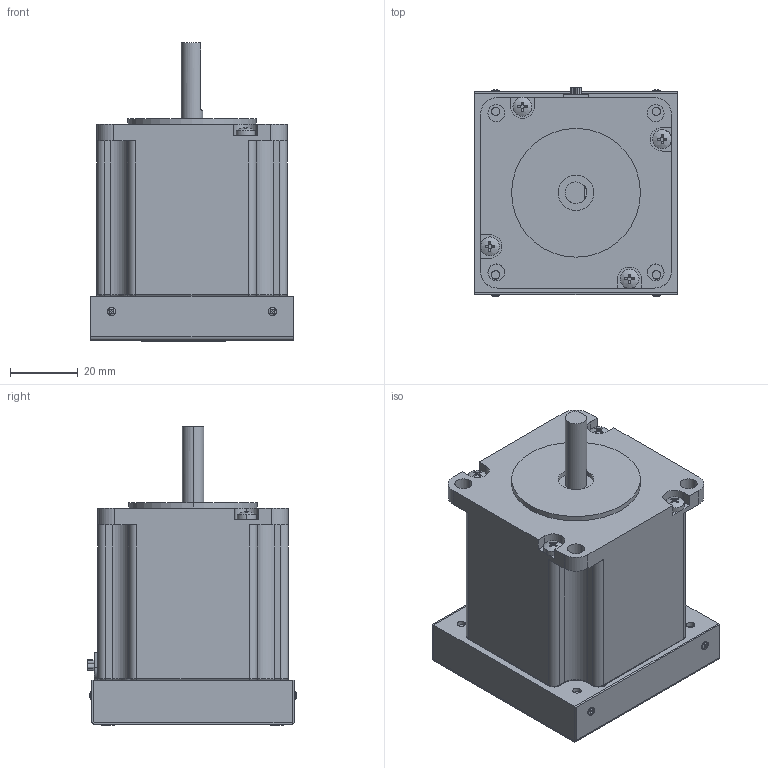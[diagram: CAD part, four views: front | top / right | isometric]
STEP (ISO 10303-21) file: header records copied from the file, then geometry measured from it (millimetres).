
FILE_DESCRIPTION (( 'STEP AP214' ), '1' );
FILE_NAME ('PD57-2-1076 - NEMA23.STEP', '2018-08-16T07:37:05', ( '' ), ( '' ), 'SwSTEP 2.0', 'SolidWorks 2016', '' );
FILE_SCHEMA (( 'AUTOMOTIVE_DESIGN' ));
Length unit declared in the file: millimetre
Products named in the file (32): TMCM_1361_din_iso_7049_st2_2x4_5_c_h; din_7984_8_8_m_3x6; Cover; Magnet; Base; Magnet_Holder_Brass; NEMA23_41mm_DPM57SH41-4A.018_1; parallel pin unhardened_iso_ISO 2338 - 1.5 m6 x 8 - St; TMCM-1076_V10_280218; Part9^TMCM-1076; PD57-2-1076 - NEMA23; socket head cap screw_iso_ISO 4762 M3 x 6 - 6C
Assembly tree (20 placements, depth 2):
  TMCM_1361_din_iso_7049_st2_2x4_5_c_h
  TMCM_1361_din_iso_7049_st2_2x4_5_c_h
  Magnet
  Magnet_Holder_Brass
  TMCM_1361_din_iso_7049_st2_2x4_5_c_h
Bounding box: 60 x 61.75 x 88.25 mm (x, y, z)
Volume: 166706.5 mm3; surface area: 50286.8 mm2
Topology: 20 solids, 20 shells, 1506 faces, 4068 edges, 2645 vertices
Faces by surface type: plane 766, cylinder 445, bspline 207, cone 72, torus 12, sphere 4
Entity records: 62565 total; most frequent: CARTESIAN_POINT 15300, ORIENTED_EDGE 7108, DIRECTION 6212, EDGE_CURVE 3554, VERTEX_POINT 2337, VECTOR 2250, LINE 2250, AXIS2_PLACEMENT_3D 1981
